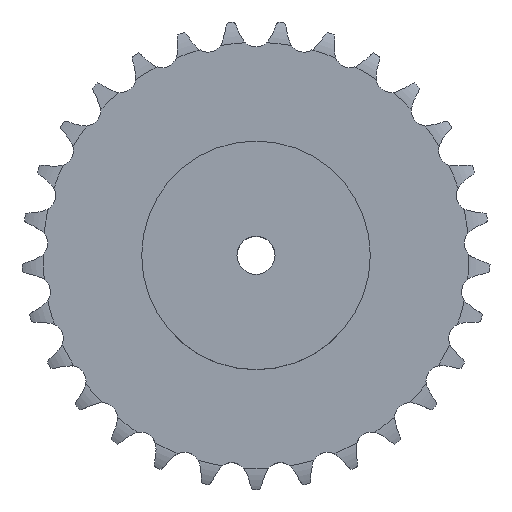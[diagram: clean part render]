
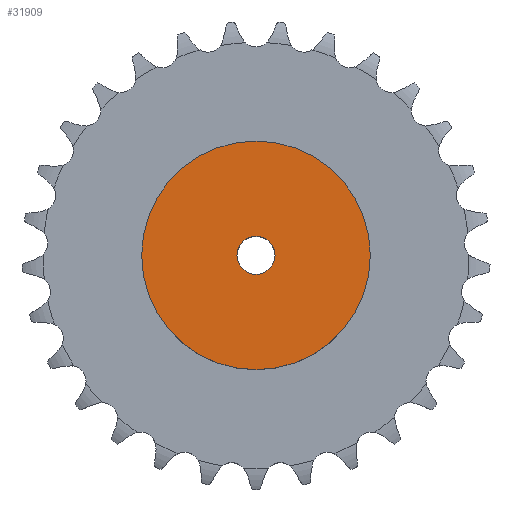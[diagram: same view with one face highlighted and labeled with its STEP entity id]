
A CAD part, top view. The second image highlights one B-rep face of the part: STEP entity #31909.
In plain terms, the highlighted planar face has unit normal (0, 0, 1).
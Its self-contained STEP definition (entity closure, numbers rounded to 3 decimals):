
#3825 = CYLINDRICAL_SURFACE('',#3826,60.);
#3826 = AXIS2_PLACEMENT_3D('',#3827,#3828,#3829);
#3827 = CARTESIAN_POINT('',(0.,0.,0.));
#3828 = DIRECTION('',(-0.,-0.,-1.));
#3829 = DIRECTION('',(1.,0.,0.));
#20152 = VERTEX_POINT('',#20153);
#20153 = CARTESIAN_POINT('',(60.,0.,50.));
#20174 = EDGE_CURVE('',#20152,#20152,#20175,.T.);
#20175 = SURFACE_CURVE('',#20176,(#20181,#20188),.PCURVE_S1.);
#20176 = CIRCLE('',#20177,60.);
#20177 = AXIS2_PLACEMENT_3D('',#20178,#20179,#20180);
#20178 = CARTESIAN_POINT('',(0.,0.,50.));
#20179 = DIRECTION('',(0.,0.,1.));
#20180 = DIRECTION('',(1.,0.,0.));
#20181 = PCURVE('',#3825,#20182);
#20182 = DEFINITIONAL_REPRESENTATION('',(#20183),#20187);
#20183 = LINE('',#20184,#20185);
#20184 = CARTESIAN_POINT('',(-0.,-50.));
#20185 = VECTOR('',#20186,1.);
#20186 = DIRECTION('',(-1.,0.));
#20187 = ( GEOMETRIC_REPRESENTATION_CONTEXT(2) 
PARAMETRIC_REPRESENTATION_CONTEXT() REPRESENTATION_CONTEXT('2D SPACE',''
  ) );
#20188 = PCURVE('',#20189,#20194);
#20189 = PLANE('',#20190);
#20190 = AXIS2_PLACEMENT_3D('',#20191,#20192,#20193);
#20191 = CARTESIAN_POINT('',(0.,0.,50.)
  );
#20192 = DIRECTION('',(0.,0.,1.));
#20193 = DIRECTION('',(1.,0.,0.));
#20194 = DEFINITIONAL_REPRESENTATION('',(#20195),#20199);
#20195 = CIRCLE('',#20196,60.);
#20196 = AXIS2_PLACEMENT_2D('',#20197,#20198);
#20197 = CARTESIAN_POINT('',(0.,0.));
#20198 = DIRECTION('',(1.,0.));
#20199 = ( GEOMETRIC_REPRESENTATION_CONTEXT(2) 
PARAMETRIC_REPRESENTATION_CONTEXT() REPRESENTATION_CONTEXT('2D SPACE',''
  ) );
#27166 = CYLINDRICAL_SURFACE('',#27167,10.);
#27167 = AXIS2_PLACEMENT_3D('',#27168,#27169,#27170);
#27168 = CARTESIAN_POINT('',(0.,0.,375.975));
#27169 = DIRECTION('',(0.,0.,1.));
#27170 = DIRECTION('',(1.,0.,0.));
#31909 = ADVANCED_FACE('',(#31910,#31913),#20189,.T.);
#31910 = FACE_BOUND('',#31911,.T.);
#31911 = EDGE_LOOP('',(#31912));
#31912 = ORIENTED_EDGE('',*,*,#20174,.T.);
#31913 = FACE_BOUND('',#31914,.T.);
#31914 = EDGE_LOOP('',(#31915));
#31915 = ORIENTED_EDGE('',*,*,#31916,.F.);
#31916 = EDGE_CURVE('',#31917,#31917,#31919,.T.);
#31917 = VERTEX_POINT('',#31918);
#31918 = CARTESIAN_POINT('',(10.,0.,50.));
#31919 = SURFACE_CURVE('',#31920,(#31925,#31932),.PCURVE_S1.);
#31920 = CIRCLE('',#31921,10.);
#31921 = AXIS2_PLACEMENT_3D('',#31922,#31923,#31924);
#31922 = CARTESIAN_POINT('',(0.,0.,50.));
#31923 = DIRECTION('',(0.,0.,1.));
#31924 = DIRECTION('',(1.,0.,0.));
#31925 = PCURVE('',#20189,#31926);
#31926 = DEFINITIONAL_REPRESENTATION('',(#31927),#31931);
#31927 = CIRCLE('',#31928,10.);
#31928 = AXIS2_PLACEMENT_2D('',#31929,#31930);
#31929 = CARTESIAN_POINT('',(0.,0.));
#31930 = DIRECTION('',(1.,0.));
#31931 = ( GEOMETRIC_REPRESENTATION_CONTEXT(2) 
PARAMETRIC_REPRESENTATION_CONTEXT() REPRESENTATION_CONTEXT('2D SPACE',''
  ) );
#31932 = PCURVE('',#27166,#31933);
#31933 = DEFINITIONAL_REPRESENTATION('',(#31934),#31938);
#31934 = LINE('',#31935,#31936);
#31935 = CARTESIAN_POINT('',(0.,-325.975));
#31936 = VECTOR('',#31937,1.);
#31937 = DIRECTION('',(1.,0.));
#31938 = ( GEOMETRIC_REPRESENTATION_CONTEXT(2) 
PARAMETRIC_REPRESENTATION_CONTEXT() REPRESENTATION_CONTEXT('2D SPACE',''
  ) );
